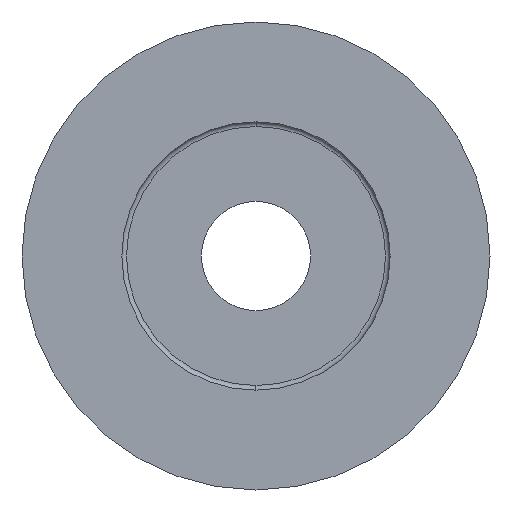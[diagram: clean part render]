
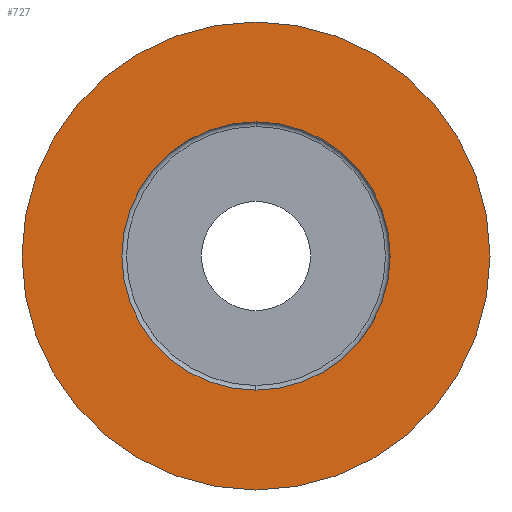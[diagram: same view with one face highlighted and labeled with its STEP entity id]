
A CAD part, left-side view. The second image highlights one B-rep face of the part: STEP entity #727.
In plain terms, the highlighted planar face has unit normal (-1, 0, 0).
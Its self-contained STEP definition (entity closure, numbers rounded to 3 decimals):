
#12 = DIRECTION ( 'NONE',  ( -1., 0., 0. ) ) ;
#50 = CARTESIAN_POINT ( 'NONE',  ( 0., 0., -15. ) ) ;
#110 = VERTEX_POINT ( 'NONE', #579 ) ;
#143 = CIRCLE ( 'NONE', #874, 15. ) ;
#151 = EDGE_CURVE ( 'NONE', #528, #110, #143, .T. ) ;
#171 = AXIS2_PLACEMENT_3D ( 'NONE', #588, #612, #845 ) ;
#184 = VERTEX_POINT ( 'NONE', #826 ) ;
#205 = DIRECTION ( 'NONE',  ( 0., 0., 1. ) ) ;
#220 = EDGE_CURVE ( 'NONE', #110, #528, #591, .T. ) ;
#231 = CIRCLE ( 'NONE', #788, 8.6 ) ;
#286 = ORIENTED_EDGE ( 'NONE', *, *, #220, .T. ) ;
#301 = DIRECTION ( 'NONE',  ( -1., 0., 0. ) ) ;
#306 = ORIENTED_EDGE ( 'NONE', *, *, #565, .F. ) ;
#317 = ORIENTED_EDGE ( 'NONE', *, *, #433, .F. ) ;
#351 = EDGE_LOOP ( 'NONE', ( #306, #317 ) ) ;
#414 = VERTEX_POINT ( 'NONE', #436 ) ;
#417 = CARTESIAN_POINT ( 'NONE',  ( 0., 0., 0. ) ) ;
#421 = DIRECTION ( 'NONE',  ( 0., 0., 1. ) ) ;
#426 = CIRCLE ( 'NONE', #434, 8.6 ) ;
#433 = EDGE_CURVE ( 'NONE', #184, #414, #231, .T. ) ;
#434 = AXIS2_PLACEMENT_3D ( 'NONE', #747, #743, #771 ) ;
#436 = CARTESIAN_POINT ( 'NONE',  ( 0., 0., 8.6 ) ) ;
#460 = ORIENTED_EDGE ( 'NONE', *, *, #151, .T. ) ;
#502 = EDGE_LOOP ( 'NONE', ( #286, #460 ) ) ;
#528 = VERTEX_POINT ( 'NONE', #50 ) ;
#564 = CARTESIAN_POINT ( 'NONE',  ( 0., 0., 0. ) ) ;
#565 = EDGE_CURVE ( 'NONE', #414, #184, #426, .T. ) ;
#579 = CARTESIAN_POINT ( 'NONE',  ( 0., 0., 15. ) ) ;
#588 = CARTESIAN_POINT ( 'NONE',  ( 0., 8.6, 0. ) ) ;
#591 = CIRCLE ( 'NONE', #756, 15. ) ;
#612 = DIRECTION ( 'NONE',  ( 1., 0., 0. ) ) ;
#718 = FACE_OUTER_BOUND ( 'NONE', #502, .T. ) ;
#727 = ADVANCED_FACE ( 'NONE', ( #744, #718 ), #769, .F. ) ;
#743 = DIRECTION ( 'NONE',  ( -1., 0., 0. ) ) ;
#744 = FACE_BOUND ( 'NONE', #351, .T. ) ;
#747 = CARTESIAN_POINT ( 'NONE',  ( 0., 0., 0. ) ) ;
#756 = AXIS2_PLACEMENT_3D ( 'NONE', #417, #12, #205 ) ;
#769 = PLANE ( 'NONE',  #171 ) ;
#771 = DIRECTION ( 'NONE',  ( 0., 0., 1. ) ) ;
#780 = CARTESIAN_POINT ( 'NONE',  ( 0., 0., 0. ) ) ;
#784 = DIRECTION ( 'NONE',  ( -1., 0., 0. ) ) ;
#788 = AXIS2_PLACEMENT_3D ( 'NONE', #564, #301, #421 ) ;
#801 = DIRECTION ( 'NONE',  ( 0., 0., 1. ) ) ;
#826 = CARTESIAN_POINT ( 'NONE',  ( 0., 0., -8.6 ) ) ;
#845 = DIRECTION ( 'NONE',  ( 0., 0., -1. ) ) ;
#874 = AXIS2_PLACEMENT_3D ( 'NONE', #780, #784, #801 ) ;
